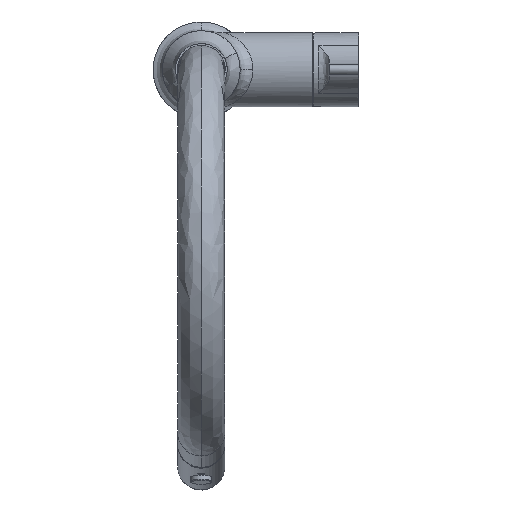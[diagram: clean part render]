
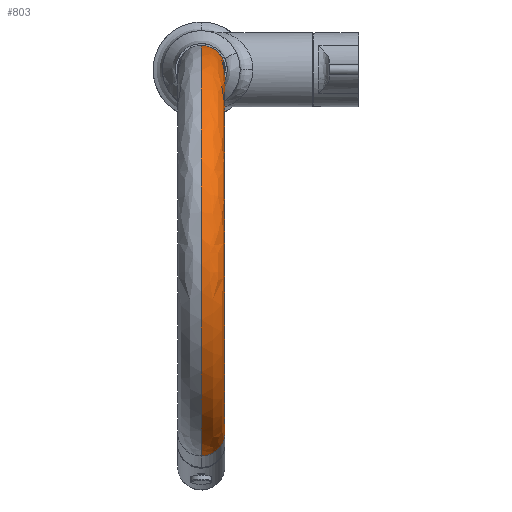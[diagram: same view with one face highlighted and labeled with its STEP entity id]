
A CAD part, top view. The second image highlights one B-rep face of the part: STEP entity #803.
In plain terms, the highlighted free-form (B-spline) face has degree [2, 2] with [9, 9] control points.
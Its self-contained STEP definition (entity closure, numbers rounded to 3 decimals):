
#803=ADVANCED_FACE('',(#1765),#15126,.T.);
#1765=FACE_OUTER_BOUND('',#2819,.T.);
#2819=EDGE_LOOP('',(#5957,#5958,#5959,#5960));
#5957=ORIENTED_EDGE('',*,*,#9420,.T.);
#5958=ORIENTED_EDGE('',*,*,#9421,.T.);
#5959=ORIENTED_EDGE('',*,*,#9419,.F.);
#5960=ORIENTED_EDGE('',*,*,#9418,.T.);
#9418=EDGE_CURVE('',#13752,#13753,#12493,.T.);
#9419=EDGE_CURVE('',#13752,#13755,#12494,.T.);
#9420=EDGE_CURVE('',#13753,#13754,#12495,.T.);
#9421=EDGE_CURVE('',#13754,#13755,#12496,.T.);
#12493=(
BOUNDED_CURVE()
B_SPLINE_CURVE(2,(#24739,#24740,#24741,#24742,#24743),.UNSPECIFIED.,.F.,
 .F.)
B_SPLINE_CURVE_WITH_KNOTS((3,2,3),(0.,145.944,291.887),
 .UNSPECIFIED.)
CURVE()
GEOMETRIC_REPRESENTATION_ITEM()
RATIONAL_B_SPLINE_CURVE((1.,0.742,1.,0.742,1.))
REPRESENTATION_ITEM('')
);
#12494=(
BOUNDED_CURVE()
B_SPLINE_CURVE(2,(#24744,#24745,#24746,#24747,#24748),.UNSPECIFIED.,.F.,
 .F.)
B_SPLINE_CURVE_WITH_KNOTS((3,2,3),(0.,19.949,39.898),
 .UNSPECIFIED.)
CURVE()
GEOMETRIC_REPRESENTATION_ITEM()
RATIONAL_B_SPLINE_CURVE((1.,0.707,1.,0.707,1.))
REPRESENTATION_ITEM('')
);
#12495=(
BOUNDED_CURVE()
B_SPLINE_CURVE(2,(#24749,#24750,#24751,#24752,#24753),.UNSPECIFIED.,.F.,
 .F.)
B_SPLINE_CURVE_WITH_KNOTS((3,2,3),(0.,19.949,39.898),
 .UNSPECIFIED.)
CURVE()
GEOMETRIC_REPRESENTATION_ITEM()
RATIONAL_B_SPLINE_CURVE((1.,0.707,1.,0.707,1.))
REPRESENTATION_ITEM('')
);
#12496=(
BOUNDED_CURVE()
B_SPLINE_CURVE(2,(#24754,#24755,#24756,#24757,#24758),.UNSPECIFIED.,.F.,
 .F.)
B_SPLINE_CURVE_WITH_KNOTS((3,2,3),(0.,127.295,254.59),
 .UNSPECIFIED.)
CURVE()
GEOMETRIC_REPRESENTATION_ITEM()
RATIONAL_B_SPLINE_CURVE((1.,0.742,1.,0.742,1.))
REPRESENTATION_ITEM('')
);
#13752=VERTEX_POINT('',#24701);
#13753=VERTEX_POINT('',#24702);
#13754=VERTEX_POINT('',#24703);
#13755=VERTEX_POINT('',#24704);
#15126=(
BOUNDED_SURFACE()
B_SPLINE_SURFACE(2,2,((#24405,#24406,#24407,#24408,#24409,#24410,#24411,
#24412,#24413),(#24414,#24415,#24416,#24417,#24418,#24419,#24420,#24421,
#24422),(#24423,#24424,#24425,#24426,#24427,#24428,#24429,#24430,#24431),
(#24432,#24433,#24434,#24435,#24436,#24437,#24438,#24439,#24440),(#24441,
#24442,#24443,#24444,#24445,#24446,#24447,#24448,#24449),(#24450,#24451,
#24452,#24453,#24454,#24455,#24456,#24457,#24458),(#24459,#24460,#24461,
#24462,#24463,#24464,#24465,#24466,#24467),(#24468,#24469,#24470,#24471,
#24472,#24473,#24474,#24475,#24476),(#24477,#24478,#24479,#24480,#24481,
#24482,#24483,#24484,#24485)),.UNSPECIFIED.,.T.,.F.,.F.)
B_SPLINE_SURFACE_WITH_KNOTS((3,2,2,2,3),(3,2,2,2,3),(0.,156.119,
312.238,468.357,624.475),(0.,19.949,
39.898,59.847,79.796),.UNSPECIFIED.)
GEOMETRIC_REPRESENTATION_ITEM()
RATIONAL_B_SPLINE_SURFACE(((1.,0.707,1.,0.707,1.,
0.707,1.,0.707,1.),(0.707,0.5,0.707,
0.5,0.707,0.5,0.707,0.5,0.707),(1.,
0.707,1.,0.707,1.,0.707,1.,0.707,
1.),(0.707,0.5,0.707,0.5,0.707,0.5,
0.707,0.5,0.707),(1.,0.707,1.,0.707,
1.,0.707,1.,0.707,1.),(0.707,0.5,0.707,
0.5,0.707,0.5,0.707,0.5,0.707),(1.,
0.707,1.,0.707,1.,0.707,1.,0.707,
1.),(0.707,0.5,0.707,0.5,0.707,0.5,
0.707,0.5,0.707),(1.,0.707,1.,0.707,
1.,0.707,1.,0.707,1.)))
REPRESENTATION_ITEM('')
SURFACE()
);
#24405=CARTESIAN_POINT('',(0.,322.212,-12.7));
#24406=CARTESIAN_POINT('',(12.7,322.212,-12.7));
#24407=CARTESIAN_POINT('',(12.7,322.212,0.));
#24408=CARTESIAN_POINT('',(12.7,322.212,12.7));
#24409=CARTESIAN_POINT('',(0.,322.212,12.7));
#24410=CARTESIAN_POINT('',(-12.7,322.212,12.7));
#24411=CARTESIAN_POINT('',(-12.7,322.212,0.));
#24412=CARTESIAN_POINT('',(-12.7,322.212,-12.7));
#24413=CARTESIAN_POINT('',(0.,322.212,-12.7));
#24414=CARTESIAN_POINT('',(0.,434.3,-12.7));
#24415=CARTESIAN_POINT('',(12.7,434.3,-12.7));
#24416=CARTESIAN_POINT('',(12.7,421.6,0.));
#24417=CARTESIAN_POINT('',(12.7,408.9,12.7));
#24418=CARTESIAN_POINT('',(0.,408.9,12.7));
#24419=CARTESIAN_POINT('',(-12.7,408.9,12.7));
#24420=CARTESIAN_POINT('',(-12.7,421.6,0.));
#24421=CARTESIAN_POINT('',(-12.7,434.3,-12.7));
#24422=CARTESIAN_POINT('',(0.,434.3,-12.7));
#24423=CARTESIAN_POINT('',(0.,434.3,99.388));
#24424=CARTESIAN_POINT('',(12.7,434.3,99.388));
#24425=CARTESIAN_POINT('',(12.7,421.6,99.388));
#24426=CARTESIAN_POINT('',(12.7,408.9,99.388));
#24427=CARTESIAN_POINT('',(0.,408.9,99.388));
#24428=CARTESIAN_POINT('',(-12.7,408.9,99.388));
#24429=CARTESIAN_POINT('',(-12.7,421.6,99.388));
#24430=CARTESIAN_POINT('',(-12.7,434.3,99.388));
#24431=CARTESIAN_POINT('',(0.,434.3,99.388));
#24432=CARTESIAN_POINT('',(0.,434.3,211.477));
#24433=CARTESIAN_POINT('',(12.7,434.3,211.477));
#24434=CARTESIAN_POINT('',(12.7,421.6,198.777));
#24435=CARTESIAN_POINT('',(12.7,408.9,186.077));
#24436=CARTESIAN_POINT('',(0.,408.9,186.077));
#24437=CARTESIAN_POINT('',(-12.7,408.9,186.077));
#24438=CARTESIAN_POINT('',(-12.7,421.6,198.777));
#24439=CARTESIAN_POINT('',(-12.7,434.3,211.477));
#24440=CARTESIAN_POINT('',(0.,434.3,211.477));
#24441=CARTESIAN_POINT('',(0.,322.212,211.477));
#24442=CARTESIAN_POINT('',(12.7,322.212,211.477));
#24443=CARTESIAN_POINT('',(12.7,322.212,198.777));
#24444=CARTESIAN_POINT('',(12.7,322.212,186.077));
#24445=CARTESIAN_POINT('',(0.,322.212,186.077));
#24446=CARTESIAN_POINT('',(-12.7,322.212,186.077));
#24447=CARTESIAN_POINT('',(-12.7,322.212,198.777));
#24448=CARTESIAN_POINT('',(-12.7,322.212,211.477));
#24449=CARTESIAN_POINT('',(0.,322.212,211.477));
#24450=CARTESIAN_POINT('',(0.,210.123,211.477));
#24451=CARTESIAN_POINT('',(12.7,210.123,211.477));
#24452=CARTESIAN_POINT('',(12.7,222.823,198.777));
#24453=CARTESIAN_POINT('',(12.7,235.523,186.077));
#24454=CARTESIAN_POINT('',(0.,235.523,186.077));
#24455=CARTESIAN_POINT('',(-12.7,235.523,186.077));
#24456=CARTESIAN_POINT('',(-12.7,222.823,198.777));
#24457=CARTESIAN_POINT('',(-12.7,210.123,211.477));
#24458=CARTESIAN_POINT('',(0.,210.123,211.477));
#24459=CARTESIAN_POINT('',(0.,210.123,99.388));
#24460=CARTESIAN_POINT('',(12.7,210.123,99.388));
#24461=CARTESIAN_POINT('',(12.7,222.823,99.388));
#24462=CARTESIAN_POINT('',(12.7,235.523,99.388));
#24463=CARTESIAN_POINT('',(0.,235.523,99.388));
#24464=CARTESIAN_POINT('',(-12.7,235.523,99.388));
#24465=CARTESIAN_POINT('',(-12.7,222.823,99.388));
#24466=CARTESIAN_POINT('',(-12.7,210.123,99.388));
#24467=CARTESIAN_POINT('',(0.,210.123,99.388));
#24468=CARTESIAN_POINT('',(0.,210.123,-12.7));
#24469=CARTESIAN_POINT('',(12.7,210.123,-12.7));
#24470=CARTESIAN_POINT('',(12.7,222.823,0.));
#24471=CARTESIAN_POINT('',(12.7,235.523,12.7));
#24472=CARTESIAN_POINT('',(0.,235.523,12.7));
#24473=CARTESIAN_POINT('',(-12.7,235.523,12.7));
#24474=CARTESIAN_POINT('',(-12.7,222.823,0.));
#24475=CARTESIAN_POINT('',(-12.7,210.123,-12.7));
#24476=CARTESIAN_POINT('',(0.,210.123,-12.7));
#24477=CARTESIAN_POINT('',(0.,322.212,-12.7));
#24478=CARTESIAN_POINT('',(12.7,322.212,-12.7));
#24479=CARTESIAN_POINT('',(12.7,322.212,0.));
#24480=CARTESIAN_POINT('',(12.7,322.212,12.7));
#24481=CARTESIAN_POINT('',(0.,322.212,12.7));
#24482=CARTESIAN_POINT('',(-12.7,322.212,12.7));
#24483=CARTESIAN_POINT('',(-12.7,322.212,0.));
#24484=CARTESIAN_POINT('',(-12.7,322.212,-12.7));
#24485=CARTESIAN_POINT('',(0.,322.212,-12.7));
#24701=CARTESIAN_POINT('',(0.,322.212,-12.7));
#24702=CARTESIAN_POINT('',(0.,345.002,209.135));
#24703=CARTESIAN_POINT('',(0.,339.838,184.266));
#24704=CARTESIAN_POINT('',(0.,322.212,12.7));
#24739=CARTESIAN_POINT('',(0.,322.212,-12.7));
#24740=CARTESIAN_POINT('',(0.,423.374,-12.7));
#24741=CARTESIAN_POINT('',(0.,433.713,87.933));
#24742=CARTESIAN_POINT('',(0.,444.052,188.566));
#24743=CARTESIAN_POINT('',(0.,345.002,209.135));
#24744=CARTESIAN_POINT('',(0.,322.212,-12.7));
#24745=CARTESIAN_POINT('',(12.7,322.212,-12.7));
#24746=CARTESIAN_POINT('',(12.7,322.212,0.));
#24747=CARTESIAN_POINT('',(12.7,322.212,12.7));
#24748=CARTESIAN_POINT('',(0.,322.212,12.7));
#24749=CARTESIAN_POINT('',(0.,345.002,209.135));
#24750=CARTESIAN_POINT('',(12.7,345.002,209.135));
#24751=CARTESIAN_POINT('',(12.7,342.42,196.701));
#24752=CARTESIAN_POINT('',(12.7,339.838,184.266));
#24753=CARTESIAN_POINT('',(0.,339.838,184.266));
#24754=CARTESIAN_POINT('',(0.,339.838,184.266));
#24755=CARTESIAN_POINT('',(0.,416.442,168.358));
#24756=CARTESIAN_POINT('',(0.,408.446,90.529));
#24757=CARTESIAN_POINT('',(0.,400.45,12.7));
#24758=CARTESIAN_POINT('',(0.,322.212,12.7));
